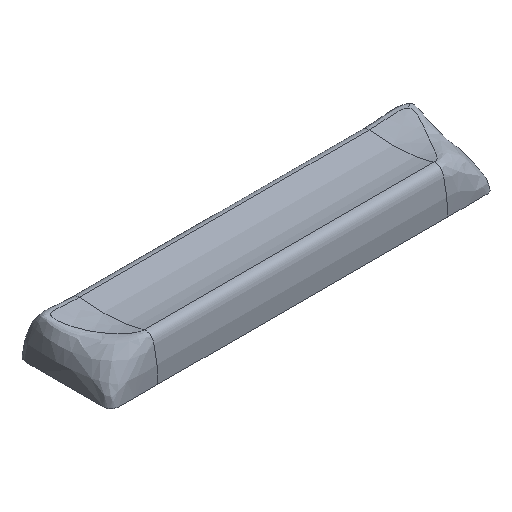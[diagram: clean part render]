
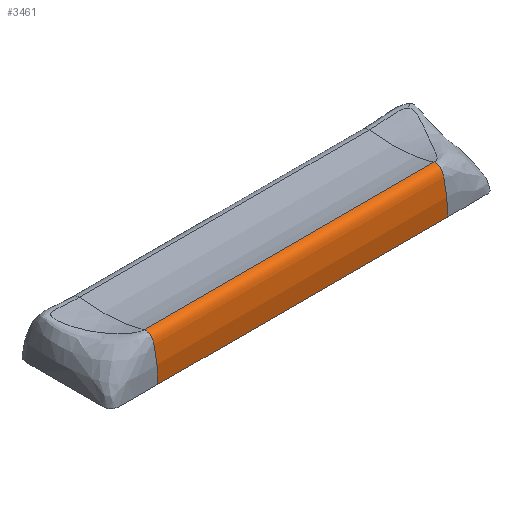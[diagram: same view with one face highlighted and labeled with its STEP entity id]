
A CAD part, isometric view. The second image highlights one B-rep face of the part: STEP entity #3461.
In plain terms, the highlighted free-form (B-spline) face has degree [3, 1] with [16, 2] control points.
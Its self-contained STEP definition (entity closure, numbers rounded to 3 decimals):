
#21=B_SPLINE_CURVE_WITH_KNOTS('',3,(#6064,#6065,#6066,#6067,#6068,#6069,
#6070,#6071,#6072,#6073,#6074,#6075,#6076,#6077,#6078,#6079),
 .UNSPECIFIED.,.F.,.F.,(4,2,2,2,2,2,2,4),(-1.228,-1.116,
-0.982,-0.877,-0.77,-0.599,
-0.311,0.),.UNSPECIFIED.);
#37=B_SPLINE_CURVE_WITH_KNOTS('',3,(#9214,#9215,#9216,#9217,#9218,#9219,
#9220,#9221,#9222,#9223,#9224,#9225,#9226,#9227,#9228,#9229),
 .UNSPECIFIED.,.F.,.F.,(4,2,2,2,2,2,2,4),(-1.228,-1.116,
-0.982,-0.877,-0.77,-0.599,
-0.311,0.),.UNSPECIFIED.);
#46=B_SPLINE_SURFACE_WITH_KNOTS('',3,1,((#9307,#9308),(#9309,#9310),(#9311,
#9312),(#9313,#9314),(#9315,#9316),(#9317,#9318),(#9319,#9320),(#9321,#9322),
(#9323,#9324),(#9325,#9326),(#9327,#9328),(#9329,#9330),(#9331,#9332),(#9333,
#9334),(#9335,#9336),(#9337,#9338)),.UNSPECIFIED.,.F.,.F.,.F.,(4,2,2,2,
2,2,2,4),(2,2),(-1.228,-1.116,-0.982,-0.877,
-0.77,-0.599,-0.311,0.),(0.,5.7),
 .UNSPECIFIED.);
#245=FACE_OUTER_BOUND('',#444,.T.);
#444=EDGE_LOOP('',(#3091,#3092,#3093,#3094));
#900=LINE('',#9306,#1356);
#901=LINE('',#9339,#1357);
#1356=VECTOR('',#4467,10.);
#1357=VECTOR('',#4468,10.);
#1634=VERTEX_POINT('',#6062);
#1635=VERTEX_POINT('',#6063);
#1647=VERTEX_POINT('',#8785);
#1654=VERTEX_POINT('',#9213);
#2101=EDGE_CURVE('',#1634,#1635,#21,.T.);
#2124=EDGE_CURVE('',#1647,#1654,#37,.T.);
#2135=EDGE_CURVE('',#1654,#1635,#900,.T.);
#2136=EDGE_CURVE('',#1647,#1634,#901,.T.);
#3091=ORIENTED_EDGE('',*,*,#2124,.T.);
#3092=ORIENTED_EDGE('',*,*,#2135,.T.);
#3093=ORIENTED_EDGE('',*,*,#2101,.F.);
#3094=ORIENTED_EDGE('',*,*,#2136,.F.);
#3461=ADVANCED_FACE('',(#245),#46,.T.);
#4467=DIRECTION('',(1.,0.,0.));
#4468=DIRECTION('',(1.,0.,0.));
#6062=CARTESIAN_POINT('',(28.5,-6.497,7.984));
#6063=CARTESIAN_POINT('',(28.5,-9.198,0.));
#6064=CARTESIAN_POINT('Ctrl Pts',(28.5,-6.497,7.984));
#6065=CARTESIAN_POINT('Ctrl Pts',(28.5,-6.647,7.993));
#6066=CARTESIAN_POINT('Ctrl Pts',(28.5,-6.796,7.994));
#6067=CARTESIAN_POINT('Ctrl Pts',(28.5,-7.122,7.965));
#6068=CARTESIAN_POINT('Ctrl Pts',(28.5,-7.299,7.93));
#6069=CARTESIAN_POINT('Ctrl Pts',(28.5,-7.594,7.81));
#6070=CARTESIAN_POINT('Ctrl Pts',(28.5,-7.714,7.738));
#6071=CARTESIAN_POINT('Ctrl Pts',(28.5,-7.923,7.549));
#6072=CARTESIAN_POINT('Ctrl Pts',(28.5,-8.039,7.408));
#6073=CARTESIAN_POINT('Ctrl Pts',(28.5,-8.339,6.814));
#6074=CARTESIAN_POINT('Ctrl Pts',(28.5,-8.467,6.333));
#6075=CARTESIAN_POINT('Ctrl Pts',(28.5,-8.792,4.912));
#6076=CARTESIAN_POINT('Ctrl Pts',(28.5,-8.953,3.976));
#6077=CARTESIAN_POINT('Ctrl Pts',(28.5,-9.147,2.072));
#6078=CARTESIAN_POINT('Ctrl Pts',(28.5,-9.176,1.038));
#6079=CARTESIAN_POINT('Ctrl Pts',(28.5,-9.198,0.));
#8785=CARTESIAN_POINT('',(-28.5,-6.497,7.984));
#9213=CARTESIAN_POINT('',(-28.5,-9.198,0.));
#9214=CARTESIAN_POINT('Ctrl Pts',(-28.5,-6.497,7.984));
#9215=CARTESIAN_POINT('Ctrl Pts',(-28.5,-6.647,7.993));
#9216=CARTESIAN_POINT('Ctrl Pts',(-28.5,-6.796,7.994));
#9217=CARTESIAN_POINT('Ctrl Pts',(-28.5,-7.122,7.965));
#9218=CARTESIAN_POINT('Ctrl Pts',(-28.5,-7.299,7.93));
#9219=CARTESIAN_POINT('Ctrl Pts',(-28.5,-7.594,7.81));
#9220=CARTESIAN_POINT('Ctrl Pts',(-28.5,-7.714,7.738));
#9221=CARTESIAN_POINT('Ctrl Pts',(-28.5,-7.923,7.549));
#9222=CARTESIAN_POINT('Ctrl Pts',(-28.5,-8.039,7.408));
#9223=CARTESIAN_POINT('Ctrl Pts',(-28.5,-8.339,6.814));
#9224=CARTESIAN_POINT('Ctrl Pts',(-28.5,-8.467,6.333));
#9225=CARTESIAN_POINT('Ctrl Pts',(-28.5,-8.792,4.912));
#9226=CARTESIAN_POINT('Ctrl Pts',(-28.5,-8.953,3.976));
#9227=CARTESIAN_POINT('Ctrl Pts',(-28.5,-9.147,2.072));
#9228=CARTESIAN_POINT('Ctrl Pts',(-28.5,-9.176,1.038));
#9229=CARTESIAN_POINT('Ctrl Pts',(-28.5,-9.198,0.));
#9306=CARTESIAN_POINT('',(-28.5,-9.198,0.));
#9307=CARTESIAN_POINT('Ctrl Pts',(-28.5,-6.497,7.984));
#9308=CARTESIAN_POINT('Ctrl Pts',(28.5,-6.497,7.984));
#9309=CARTESIAN_POINT('Ctrl Pts',(-28.5,-6.647,7.993));
#9310=CARTESIAN_POINT('Ctrl Pts',(28.5,-6.647,7.993));
#9311=CARTESIAN_POINT('Ctrl Pts',(-28.5,-6.796,7.994));
#9312=CARTESIAN_POINT('Ctrl Pts',(28.5,-6.796,7.994));
#9313=CARTESIAN_POINT('Ctrl Pts',(-28.5,-7.122,7.965));
#9314=CARTESIAN_POINT('Ctrl Pts',(28.5,-7.122,7.965));
#9315=CARTESIAN_POINT('Ctrl Pts',(-28.5,-7.299,7.93));
#9316=CARTESIAN_POINT('Ctrl Pts',(28.5,-7.299,7.93));
#9317=CARTESIAN_POINT('Ctrl Pts',(-28.5,-7.594,7.81));
#9318=CARTESIAN_POINT('Ctrl Pts',(28.5,-7.594,7.81));
#9319=CARTESIAN_POINT('Ctrl Pts',(-28.5,-7.714,7.738));
#9320=CARTESIAN_POINT('Ctrl Pts',(28.5,-7.714,7.738));
#9321=CARTESIAN_POINT('Ctrl Pts',(-28.5,-7.923,7.549));
#9322=CARTESIAN_POINT('Ctrl Pts',(28.5,-7.923,7.549));
#9323=CARTESIAN_POINT('Ctrl Pts',(-28.5,-8.039,7.408));
#9324=CARTESIAN_POINT('Ctrl Pts',(28.5,-8.039,7.408));
#9325=CARTESIAN_POINT('Ctrl Pts',(-28.5,-8.339,6.814));
#9326=CARTESIAN_POINT('Ctrl Pts',(28.5,-8.339,6.814));
#9327=CARTESIAN_POINT('Ctrl Pts',(-28.5,-8.467,6.333));
#9328=CARTESIAN_POINT('Ctrl Pts',(28.5,-8.467,6.333));
#9329=CARTESIAN_POINT('Ctrl Pts',(-28.5,-8.792,4.912));
#9330=CARTESIAN_POINT('Ctrl Pts',(28.5,-8.792,4.912));
#9331=CARTESIAN_POINT('Ctrl Pts',(-28.5,-8.953,3.976));
#9332=CARTESIAN_POINT('Ctrl Pts',(28.5,-8.953,3.976));
#9333=CARTESIAN_POINT('Ctrl Pts',(-28.5,-9.147,2.072));
#9334=CARTESIAN_POINT('Ctrl Pts',(28.5,-9.147,2.072));
#9335=CARTESIAN_POINT('Ctrl Pts',(-28.5,-9.176,1.038));
#9336=CARTESIAN_POINT('Ctrl Pts',(28.5,-9.176,1.038));
#9337=CARTESIAN_POINT('Ctrl Pts',(-28.5,-9.198,0.));
#9338=CARTESIAN_POINT('Ctrl Pts',(28.5,-9.198,0.));
#9339=CARTESIAN_POINT('',(-28.5,-6.497,7.984));
